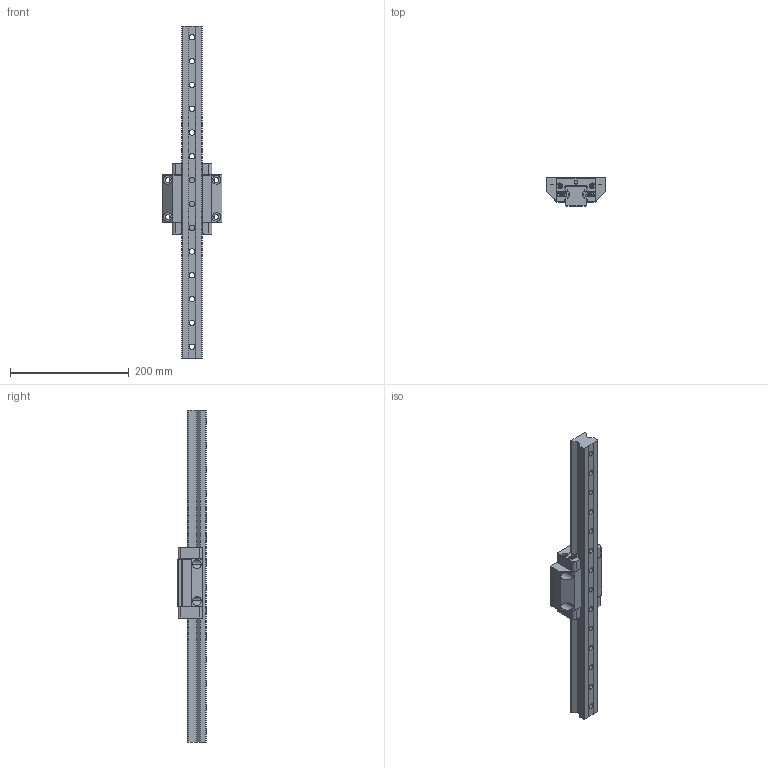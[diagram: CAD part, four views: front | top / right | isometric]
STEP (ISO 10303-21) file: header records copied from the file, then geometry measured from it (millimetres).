
FILE_DESCRIPTION (( 'STEP AP214' ), '1' );
FILE_NAME ('SBR 35_Assembly.STEP', '2020-07-17T02:07:17', ( 'Windows 餌辨濠' ), ( '' ), 'SwSTEP 2.0', 'SolidWorks 2013', '' );
FILE_SCHEMA (( 'AUTOMOTIVE_DESIGN' ));
Length unit declared in the file: millimetre
Products named in the file (4): SBR 35_END PLATE; SBR 35_RAIL; SBR 35_BLOCK_FL; SBR 35_Assembly
Assembly tree (4 placements, depth 2):
  SBR 35_Assembly
    SBR 35_BLOCK_FL
    SBR 35_RAIL
    SBR 35_END PLATE  x2
Bounding box: 100 x 48 x 558 mm (x, y, z)
Volume: 754125.9 mm3; surface area: 154949.2 mm2
Topology: 4 solids, 4 shells, 1062 faces, 2794 edges, 1842 vertices
Faces by surface type: plane 666, bspline 256, cylinder 120, cone 20
Entity records: 26296 total; most frequent: CARTESIAN_POINT 11053, ORIENTED_EDGE 3316, DIRECTION 2654, EDGE_CURVE 1658, LINE 1176, VECTOR 1176, VERTEX_POINT 1090, EDGE_LOOP 752
